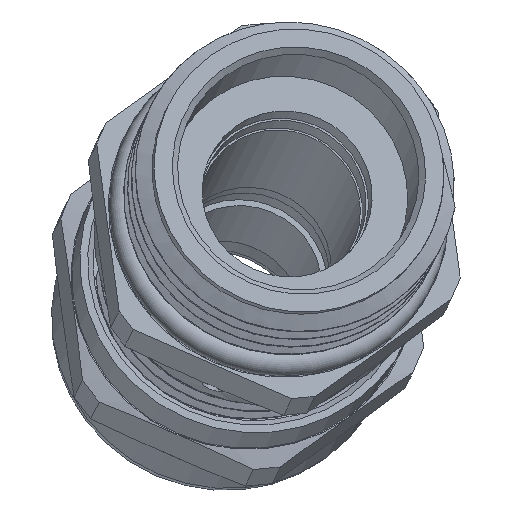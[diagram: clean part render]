
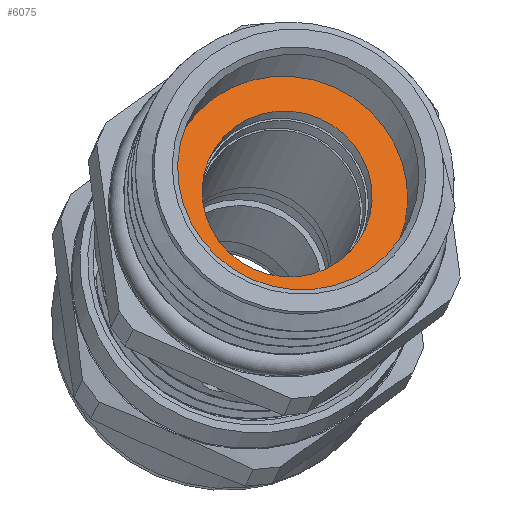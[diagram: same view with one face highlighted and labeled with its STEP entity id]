
A CAD part, left-side view. The second image highlights one B-rep face of the part: STEP entity #6075.
In plain terms, the highlighted face is planar.
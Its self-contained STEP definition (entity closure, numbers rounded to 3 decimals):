
#842=FACE_BOUND('',#1915,.T.);
#1127=PLANE('',#6935);
#1489=FACE_OUTER_BOUND('',#1914,.T.);
#1914=EDGE_LOOP('',(#5492));
#1915=EDGE_LOOP('',(#5493));
#2474=CIRCLE('',#6934,5.96);
#2475=CIRCLE('',#6936,4.2);
#3000=VERTEX_POINT('',#14057);
#3001=VERTEX_POINT('',#14060);
#3850=EDGE_CURVE('',#3000,#3000,#2474,.T.);
#3851=EDGE_CURVE('',#3001,#3001,#2475,.T.);
#5492=ORIENTED_EDGE('',*,*,#3850,.T.);
#5493=ORIENTED_EDGE('',*,*,#3851,.F.);
#6075=ADVANCED_FACE('',(#1489,#842),#1127,.T.);
#6934=AXIS2_PLACEMENT_3D('',#14058,#8756,#8757);
#6935=AXIS2_PLACEMENT_3D('',#14059,#8758,#8759);
#6936=AXIS2_PLACEMENT_3D('',#14061,#8760,#8761);
#8756=DIRECTION('center_axis',(1.,0.,0.));
#8757=DIRECTION('ref_axis',(0.,0.,-1.));
#8758=DIRECTION('center_axis',(1.,0.,0.));
#8759=DIRECTION('ref_axis',(0.,0.,-1.));
#8760=DIRECTION('center_axis',(1.,0.,0.));
#8761=DIRECTION('ref_axis',(0.,0.,-1.));
#14057=CARTESIAN_POINT('',(-4.63,5.96,0.));
#14058=CARTESIAN_POINT('Origin',(-4.63,0.,0.));
#14059=CARTESIAN_POINT('Origin',(-4.63,4.2,0.));
#14060=CARTESIAN_POINT('',(-4.63,4.2,0.));
#14061=CARTESIAN_POINT('Origin',(-4.63,0.,0.));
